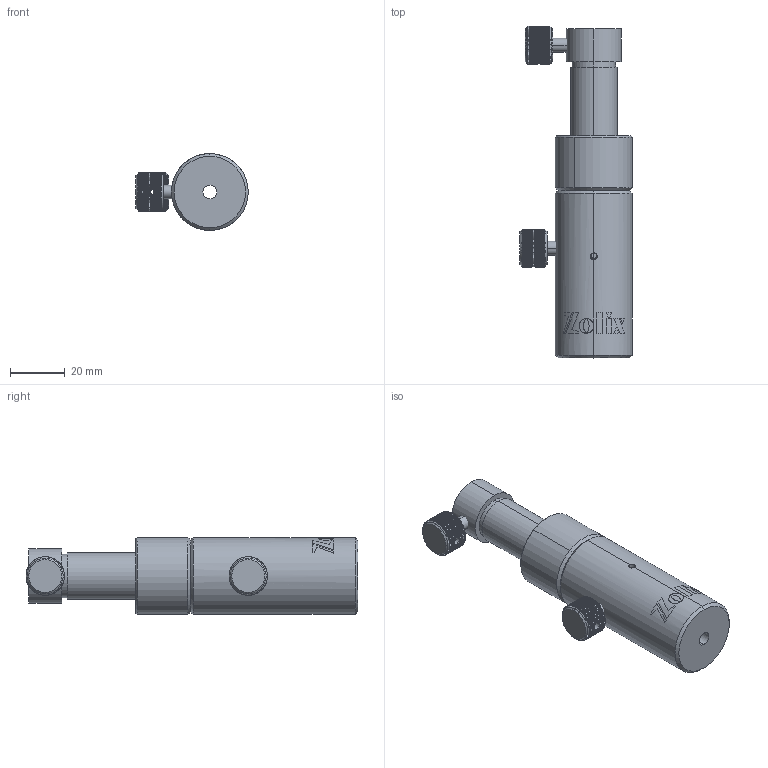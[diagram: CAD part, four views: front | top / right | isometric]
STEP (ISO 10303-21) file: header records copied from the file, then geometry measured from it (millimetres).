
FILE_DESCRIPTION (( 'STEP AP203' ), '1' );
FILE_NAME ('PHVP-2.step', '2019-05-09T09:09:53', ( '' ), ( '' ), 'SwSTEP 2.0', 'SolidWorks 2016', '' );
FILE_SCHEMA (( 'CONFIG_CONTROL_DESIGN' ));
Length unit declared in the file: millimetre
Products named in the file (1): PHVP-2
Bounding box: 41 x 121 x 28 mm (x, y, z)
Surface area: 17698.5 mm2 (no closed solid volume)
Topology: 0 solids, 12 shells, 689 faces, 2293 edges, 1614 vertices
Faces by surface type: plane 424, cylinder 246, cone 16, bspline 3
Entity records: 26391 total; most frequent: CARTESIAN_POINT 8332, ORIENTED_EDGE 4266, DIRECTION 2975, EDGE_CURVE 2293, VERTEX_POINT 1614, AXIS2_PLACEMENT_3D 1141, B_SPLINE_CURVE_WITH_KNOTS 1042, EDGE_LOOP 709
